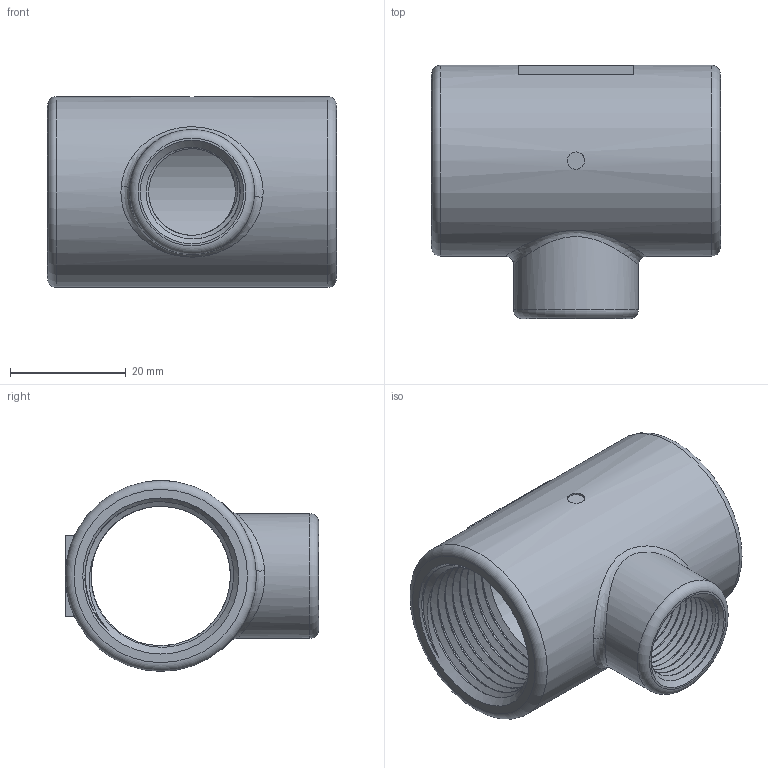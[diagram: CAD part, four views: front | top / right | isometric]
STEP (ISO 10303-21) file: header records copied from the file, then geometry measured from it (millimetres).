
FILE_DESCRIPTION(/* description */ ('Unknown'),/* implementation_level */ '2;1');
FILE_NAME(/* name */ 'dn20xdn10 -',/* time_stamp */ '2020-11-10T15:19:26+08:00',/* author */ ('Unknown'),/* organization */ ('Unknown'),/* preprocessor_version */ 'ST-DEVELOPER v16.7',/* originating_system */ 'DEX',/* authorisation */ $);
FILE_SCHEMA (('AUTOMOTIVE_DESIGN {1 0 10303 214 3 1 1}'));
Length unit declared in the file: millimetre
Products named in the file (1): dn20xdn10 -
Bounding box: 50 x 43.8 x 33 mm (x, y, z)
Volume: 19623.8 mm3; surface area: 12812.6 mm2
Topology: 1 solids, 1 shells, 64 faces, 227 edges, 168 vertices
Faces by surface type: cylinder 30, plane 17, bspline 11, cone 3, torus 3
Full cylindrical faces by diameter (mm): 3 x1, 15 x8, 21.6 x1, 24.1 x15, 33 x1
Entity records: 16574 total; most frequent: CARTESIAN_POINT 15330, ORIENTED_EDGE 378, EDGE_CURVE 189, VERTEX_POINT 166, DIRECTION 127, EDGE_LOOP 59, FACE_BOUND 59, AXIS2_PLACEMENT_3D 54
